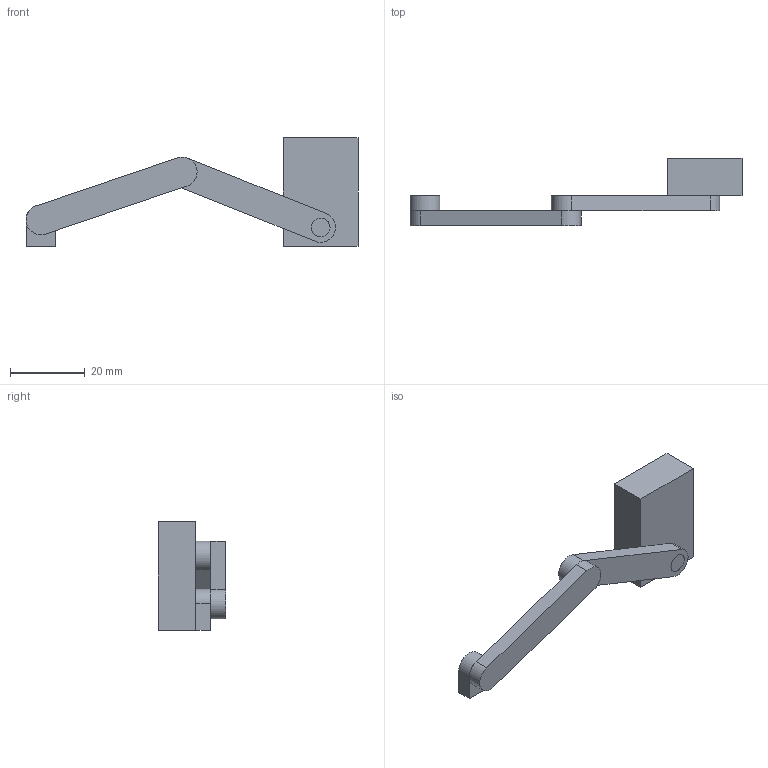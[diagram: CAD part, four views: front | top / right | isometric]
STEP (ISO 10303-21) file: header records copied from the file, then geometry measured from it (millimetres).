
FILE_DESCRIPTION(/* description */ (''),/* implementation_level */ '2;1');
FILE_NAME(/* name */ 'slider_crank.step',/* time_stamp */ '2023-09-07T17:06:52+02:00',/* author */ (''),/* organization */ (''),/* preprocessor_version */ 'ST-DEVELOPER v20',/* originating_system */ 'Autodesk Translation Framework v12.9.0.99',/* authorisation */ '');
FILE_SCHEMA (('AUTOMOTIVE_DESIGN { 1 0 10303 214 3 1 1 }'));
Length unit declared in the file: millimetre
Products named in the file (5): slider_crank; base; arm_one; arm_two; slider_box
Assembly tree (4 placements, depth 2):
  slider_crank
    base
    arm_one
    arm_two
    slider_box
Bounding box: 89 x 18 x 29 mm (x, y, z)
Volume: 9086.7 mm3; surface area: 5021.8 mm2
Topology: 4 solids, 4 shells, 33 faces, 66 edges, 44 vertices
Faces by surface type: plane 22, cylinder 11
Full cylindrical faces by diameter (mm): 5 x6
Entity records: 1030 total; most frequent: DIRECTION 172, CARTESIAN_POINT 152, ORIENTED_EDGE 132, EDGE_CURVE 66, AXIS2_PLACEMENT_3D 64, LINE 44, VECTOR 44, VERTEX_POINT 44
